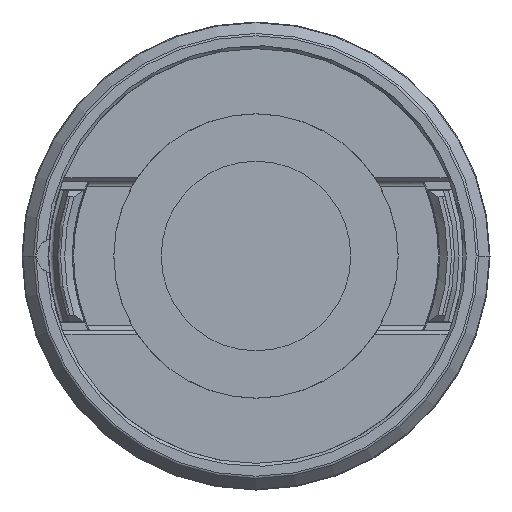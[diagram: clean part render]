
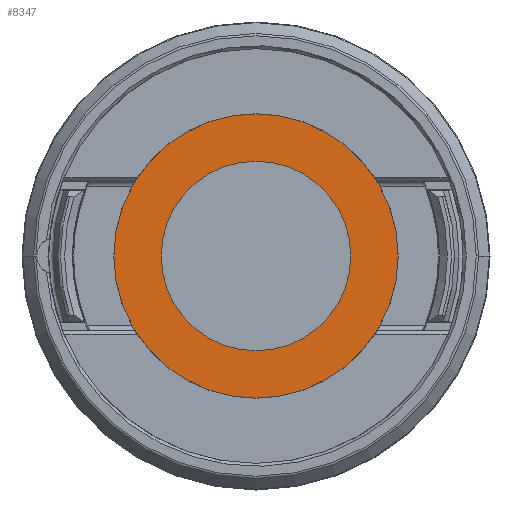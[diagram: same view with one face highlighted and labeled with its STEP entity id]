
A CAD part, front view. The second image highlights one B-rep face of the part: STEP entity #8347.
In plain terms, the highlighted planar face has unit normal (0, -1, 0).
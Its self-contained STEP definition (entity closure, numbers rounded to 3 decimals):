
#2947=CARTESIAN_POINT('',(0.,-57.3,0.));
#2948=DIRECTION('',(0.,-1.,0.));
#2949=DIRECTION('',(-1.,0.,0.));
#2950=AXIS2_PLACEMENT_3D('',#2947,#2948,#2949);
#2952=CARTESIAN_POINT('',(0.,-57.3,0.));
#2953=DIRECTION('',(0.,1.,0.));
#2954=DIRECTION('',(-1.,0.,0.));
#2955=AXIS2_PLACEMENT_3D('',#2952,#2953,#2954);
#2957=CARTESIAN_POINT('',(0.,-57.3,0.));
#2958=DIRECTION('',(0.,1.,0.));
#2959=DIRECTION('',(-1.,0.,0.));
#2960=AXIS2_PLACEMENT_3D('',#2957,#2958,#2959);
#2970=CARTESIAN_POINT('',(0.,-57.3,0.));
#2971=DIRECTION('',(0.,-1.,0.));
#2972=DIRECTION('',(-1.,0.,0.));
#2973=AXIS2_PLACEMENT_3D('',#2970,#2971,#2972);
#4338=CARTESIAN_POINT('',(-16.,-57.3,0.));
#4340=VERTEX_POINT('',#4338);
#4346=CARTESIAN_POINT('',(16.,-57.3,0.));
#4348=VERTEX_POINT('',#4346);
#4350=CARTESIAN_POINT('',(-24.15,-57.3,0.));
#4351=CARTESIAN_POINT('',(24.15,-57.3,0.));
#4352=VERTEX_POINT('',#4350);
#4353=VERTEX_POINT('',#4351);
#8332=CARTESIAN_POINT('',(0.,-57.3,0.));
#8333=DIRECTION('',(0.,1.,0.));
#8334=DIRECTION('',(-1.,0.,0.));
#8335=AXIS2_PLACEMENT_3D('',#8332,#8333,#8334);
#8336=PLANE('',#8335);
#8337=ORIENTED_EDGE('',*,*,#6115,.F.);
#8338=ORIENTED_EDGE('',*,*,#6061,.T.);
#8339=EDGE_LOOP('',(#8337,#8338));
#8340=FACE_OUTER_BOUND('',#8339,.F.);
#8342=ORIENTED_EDGE('',*,*,#8341,.F.);
#8344=ORIENTED_EDGE('',*,*,#8343,.T.);
#8345=EDGE_LOOP('',(#8342,#8344));
#8346=FACE_BOUND('',#8345,.F.);
#8347=ADVANCED_FACE('',(#8340,#8346),#8336,.F.);
#2951=CIRCLE('',#2950,24.15);
#2956=CIRCLE('',#2955,24.15);
#2961=CIRCLE('',#2960,16.);
#2974=CIRCLE('',#2973,16.);
#6061=EDGE_CURVE('',#4352,#4353,#2956,.T.);
#6115=EDGE_CURVE('',#4352,#4353,#2951,.T.);
#8341=EDGE_CURVE('',#4340,#4348,#2961,.T.);
#8343=EDGE_CURVE('',#4340,#4348,#2974,.T.);
